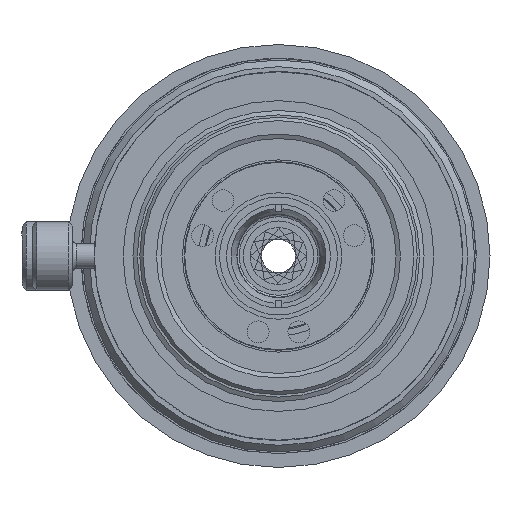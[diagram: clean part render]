
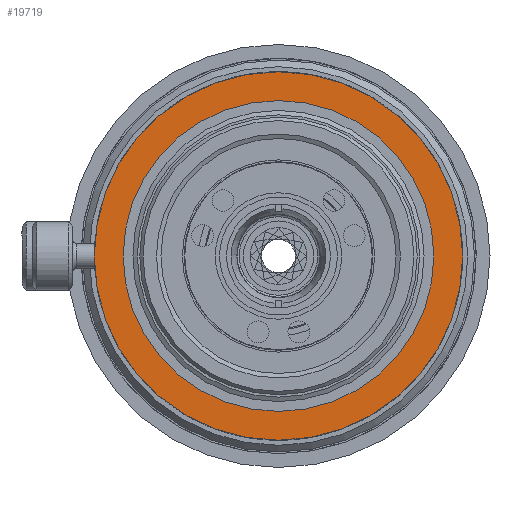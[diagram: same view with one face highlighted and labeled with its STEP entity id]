
A CAD part, left-side view. The second image highlights one B-rep face of the part: STEP entity #19719.
In plain terms, the highlighted planar face has unit normal (-1, 0, 0).
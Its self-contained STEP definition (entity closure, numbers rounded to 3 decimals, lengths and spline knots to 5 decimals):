
#3689=PLANE('',#21032);
#4272=FACE_BOUND('',#6616,.T.);
#5347=FACE_OUTER_BOUND('',#6615,.T.);
#6615=EDGE_LOOP('',(#14145));
#6616=EDGE_LOOP('',(#14146));
#8399=CIRCLE('',#21031,0.7);
#8400=CIRCLE('',#21033,0.83);
#9351=VERTEX_POINT('',#29132);
#9352=VERTEX_POINT('',#29135);
#11359=EDGE_CURVE('',#9351,#9351,#8399,.T.);
#11360=EDGE_CURVE('',#9352,#9352,#8400,.T.);
#14145=ORIENTED_EDGE('',*,*,#11360,.F.);
#14146=ORIENTED_EDGE('',*,*,#11359,.T.);
#19719=ADVANCED_FACE('',(#5347,#4272),#3689,.T.);
#21031=AXIS2_PLACEMENT_3D('',#29133,#23351,#23352);
#21032=AXIS2_PLACEMENT_3D('',#29134,#23353,#23354);
#21033=AXIS2_PLACEMENT_3D('',#29136,#23355,#23356);
#23351=DIRECTION('center_axis',(1.,0.,0.));
#23352=DIRECTION('ref_axis',(0.,1.,0.));
#23353=DIRECTION('center_axis',(-1.,0.,0.));
#23354=DIRECTION('ref_axis',(0.,0.,1.));
#23355=DIRECTION('center_axis',(1.,0.,0.));
#23356=DIRECTION('ref_axis',(0.,1.,0.));
#29132=CARTESIAN_POINT('',(-0.52,0.7,0.));
#29133=CARTESIAN_POINT('Origin',(-0.52,0.,0.));
#29134=CARTESIAN_POINT('Origin',(-0.52,0.765,0.));
#29135=CARTESIAN_POINT('',(-0.52,0.83,0.));
#29136=CARTESIAN_POINT('Origin',(-0.52,0.,0.));
